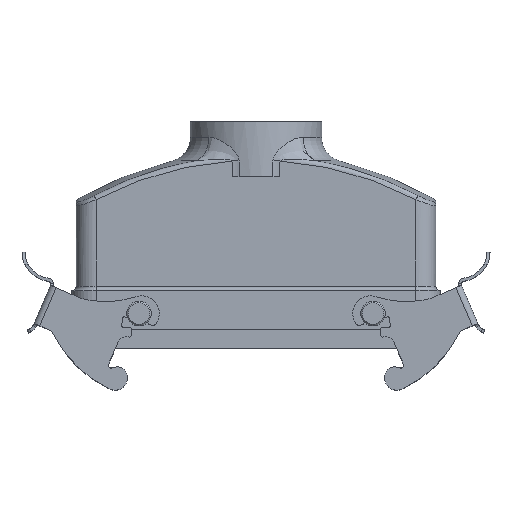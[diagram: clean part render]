
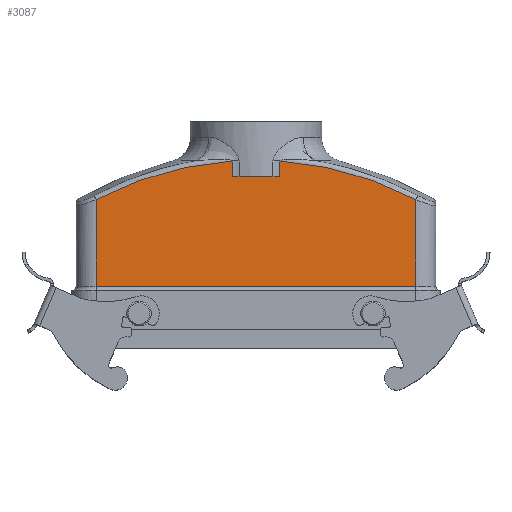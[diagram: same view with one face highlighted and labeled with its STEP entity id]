
A CAD part, top view. The second image highlights one B-rep face of the part: STEP entity #3087.
In plain terms, the highlighted planar face has unit normal (0, 0, 1).
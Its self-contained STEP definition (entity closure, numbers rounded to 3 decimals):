
#120 = PLANE ( 'NONE',  #13003 ) ;
#121 = CARTESIAN_POINT ( 'NONE',  ( 52.25, 38.5, 20.5 ) ) ;
#122 = DIRECTION ( 'NONE',  ( 0., 0., -1. ) ) ;
#123 = DIRECTION ( 'NONE',  ( -1., 0., 0. ) ) ;
#651 = FACE_OUTER_BOUND ( 'NONE', #4384, .T. ) ;
#3087 = ADVANCED_FACE ( 'NONE', ( #651 ), #120, .F. ) ;
#3952 = VERTEX_POINT ( 'NONE', #7748 ) ;
#3953 = VERTEX_POINT ( 'NONE', #7749 ) ;
#3955 = VERTEX_POINT ( 'NONE', #7751 ) ;
#3974 = VERTEX_POINT ( 'NONE', #7770 ) ;
#3980 = VERTEX_POINT ( 'NONE', #7776 ) ;
#4301 = VERTEX_POINT ( 'NONE', #8097 ) ;
#4315 = VERTEX_POINT ( 'NONE', #8111 ) ;
#4329 = VERTEX_POINT ( 'NONE', #8125 ) ;
#4384 = EDGE_LOOP ( 'NONE', ( #13413, #13407, #13369, #13375, #13328, #13354, #13329, #13382 ) ) ;
#7378 = VECTOR ( 'NONE', #9824, 1000. ) ;
#7380 = CIRCLE ( 'NONE', #7384, 112.532 ) ;
#7381 = VECTOR ( 'NONE', #9829, 1000. ) ;
#7383 = VECTOR ( 'NONE', #9833, 1000. ) ;
#7384 = AXIS2_PLACEMENT_3D ( 'NONE', #9834, #9835, #9836 ) ;
#7387 = CIRCLE ( 'NONE', #7390, 112.532 ) ;
#7390 = AXIS2_PLACEMENT_3D ( 'NONE', #9844, #9845, #9846 ) ;
#7414 = VECTOR ( 'NONE', #9908, 1000. ) ;
#7416 = VECTOR ( 'NONE', #9912, 1000. ) ;
#7418 = VECTOR ( 'NONE', #9914, 1000. ) ;
#7748 = CARTESIAN_POINT ( 'NONE',  ( 52.25, 14.229, 20.5 ) ) ;
#7749 = CARTESIAN_POINT ( 'NONE',  ( -52.25, 14.229, 20.5 ) ) ;
#7751 = CARTESIAN_POINT ( 'NONE',  ( -7.616, 55.149, 20.5 ) ) ;
#7770 = CARTESIAN_POINT ( 'NONE',  ( 7.616, 50., 20.5 ) ) ;
#7776 = CARTESIAN_POINT ( 'NONE',  ( 52.25, 42.542, 20.5 ) ) ;
#8097 = CARTESIAN_POINT ( 'NONE',  ( -52.25, 42.542, 20.5 ) ) ;
#8111 = CARTESIAN_POINT ( 'NONE',  ( -7.616, 50., 20.5 ) ) ;
#8125 = CARTESIAN_POINT ( 'NONE',  ( 7.616, 55.149, 20.5 ) ) ;
#8913 = LINE ( 'NONE', #9823, #7378 ) ;
#8914 = LINE ( 'NONE', #9828, #7381 ) ;
#8916 = LINE ( 'NONE', #9832, #7383 ) ;
#8929 = LINE ( 'NONE', #9907, #7414 ) ;
#8931 = LINE ( 'NONE', #9911, #7416 ) ;
#8932 = LINE ( 'NONE', #9913, #7418 ) ;
#9698 = EDGE_CURVE ( 'NONE', #4315, #3955, #8913, .T. ) ;
#9700 = EDGE_CURVE ( 'NONE', #4315, #3974, #8914, .T. ) ;
#9702 = EDGE_CURVE ( 'NONE', #4301, #3953, #8916, .T. ) ;
#9703 = EDGE_CURVE ( 'NONE', #3955, #4301, #7380, .T. ) ;
#9707 = EDGE_CURVE ( 'NONE', #3980, #4329, #7387, .T. ) ;
#9725 = EDGE_CURVE ( 'NONE', #3980, #3952, #8929, .T. ) ;
#9727 = EDGE_CURVE ( 'NONE', #4329, #3974, #8931, .T. ) ;
#9728 = EDGE_CURVE ( 'NONE', #3953, #3952, #8932, .T. ) ;
#9823 = CARTESIAN_POINT ( 'NONE',  ( -7.616, 55.221, 20.5 ) ) ;
#9824 = DIRECTION ( 'NONE',  ( 0., 1., 0. ) ) ;
#9828 = CARTESIAN_POINT ( 'NONE',  ( 52.25, 50., 20.5 ) ) ;
#9829 = DIRECTION ( 'NONE',  ( 1., 0., 0. ) ) ;
#9832 = CARTESIAN_POINT ( 'NONE',  ( -52.25, 38.5, 20.5 ) ) ;
#9833 = DIRECTION ( 'NONE',  ( 0., -1., 0. ) ) ;
#9834 = CARTESIAN_POINT ( 'NONE',  ( 0., -57.125, 20.5 ) ) ;
#9835 = DIRECTION ( 'NONE',  ( 0., 0., 1. ) ) ;
#9836 = DIRECTION ( 'NONE',  ( -1., 0., 0. ) ) ;
#9844 = CARTESIAN_POINT ( 'NONE',  ( 0., -57.125, 20.5 ) ) ;
#9845 = DIRECTION ( 'NONE',  ( 0., 0., 1. ) ) ;
#9846 = DIRECTION ( 'NONE',  ( -1., 0., 0. ) ) ;
#9907 = CARTESIAN_POINT ( 'NONE',  ( 52.25, 38.5, 20.5 ) ) ;
#9908 = DIRECTION ( 'NONE',  ( 0., -1., 0. ) ) ;
#9911 = CARTESIAN_POINT ( 'NONE',  ( 7.616, 50., 20.5 ) ) ;
#9912 = DIRECTION ( 'NONE',  ( 0., -1., 0. ) ) ;
#9913 = CARTESIAN_POINT ( 'NONE',  ( 52.25, 14.229, 20.5 ) ) ;
#9914 = DIRECTION ( 'NONE',  ( 1., 0., 0. ) ) ;
#13003 = AXIS2_PLACEMENT_3D ( 'NONE', #121, #122, #123 ) ;
#13328 = ORIENTED_EDGE ( 'NONE', *, *, #9728, .T. ) ;
#13329 = ORIENTED_EDGE ( 'NONE', *, *, #9707, .T. ) ;
#13354 = ORIENTED_EDGE ( 'NONE', *, *, #9725, .F. ) ;
#13369 = ORIENTED_EDGE ( 'NONE', *, *, #9703, .T. ) ;
#13375 = ORIENTED_EDGE ( 'NONE', *, *, #9702, .T. ) ;
#13382 = ORIENTED_EDGE ( 'NONE', *, *, #9727, .T. ) ;
#13407 = ORIENTED_EDGE ( 'NONE', *, *, #9698, .T. ) ;
#13413 = ORIENTED_EDGE ( 'NONE', *, *, #9700, .F. ) ;
